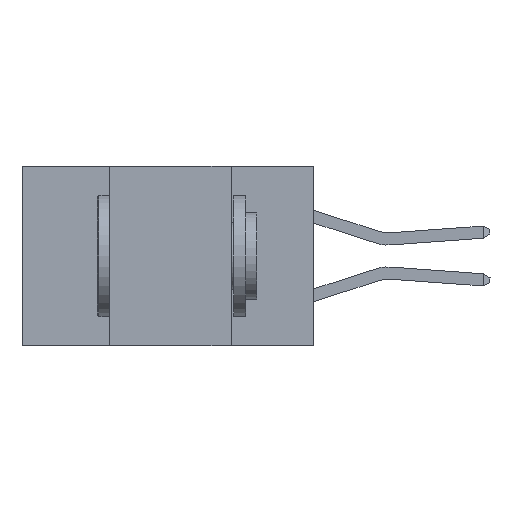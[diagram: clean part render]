
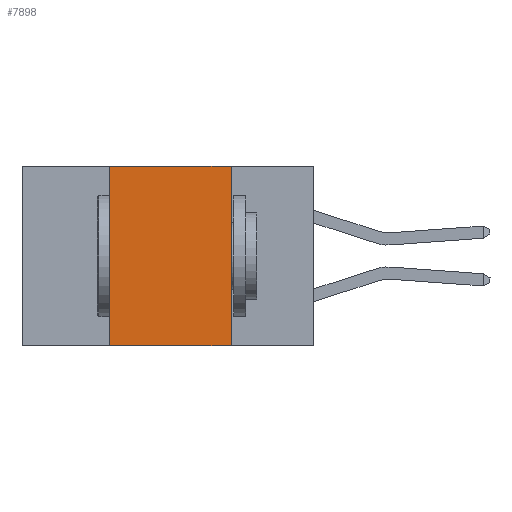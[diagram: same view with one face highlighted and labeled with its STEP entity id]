
A CAD part, left-side view. The second image highlights one B-rep face of the part: STEP entity #7898.
In plain terms, the highlighted planar face has unit normal (-1, 0, 0).
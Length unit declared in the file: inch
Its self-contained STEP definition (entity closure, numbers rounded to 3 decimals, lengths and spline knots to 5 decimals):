
#964 = LINE ( 'NONE', #2860, #10116 ) ;
#1902 = CARTESIAN_POINT ( 'NONE',  ( 0., 0.42, 0. ) ) ;
#2129 = FACE_OUTER_BOUND ( 'NONE', #17991, .T. ) ;
#2860 = CARTESIAN_POINT ( 'NONE',  ( 0., 0.6, 0. ) ) ;
#3140 = DIRECTION ( 'NONE',  ( 0., 0., -1. ) ) ;
#5217 = DIRECTION ( 'NONE',  ( 0., 0., 1. ) ) ;
#5685 = LINE ( 'NONE', #11402, #10799 ) ;
#5753 = PLANE ( 'NONE',  #7178 ) ;
#5949 = EDGE_CURVE ( 'NONE', #14888, #13607, #18451, .T. ) ;
#6198 = LINE ( 'NONE', #11741, #19711 ) ;
#6224 = DIRECTION ( 'NONE',  ( 0., -1., 0. ) ) ;
#6997 = EDGE_CURVE ( 'NONE', #18888, #20080, #6198, .T. ) ;
#7178 = AXIS2_PLACEMENT_3D ( 'NONE', #19248, #7513, #19323 ) ;
#7513 = DIRECTION ( 'NONE',  ( 1., 0., 0. ) ) ;
#7898 = ADVANCED_FACE ( 'NONE', ( #2129 ), #5753, .F. ) ;
#8694 = ORIENTED_EDGE ( 'NONE', *, *, #6997, .F. ) ;
#9022 = CARTESIAN_POINT ( 'NONE',  ( 0., 0.17, 0. ) ) ;
#9496 = VECTOR ( 'NONE', #5217, 39.37008 ) ;
#9633 = EDGE_CURVE ( 'NONE', #13607, #18888, #964, .T. ) ;
#9713 = CARTESIAN_POINT ( 'NONE',  ( 0., 0.42, -0.37 ) ) ;
#10116 = VECTOR ( 'NONE', #19884, 39.37008 ) ;
#10799 = VECTOR ( 'NONE', #6224, 39.37008 ) ;
#10925 = CARTESIAN_POINT ( 'NONE',  ( 0., 0.17, -0.37 ) ) ;
#11402 = CARTESIAN_POINT ( 'NONE',  ( 0., 0.6, -0.37 ) ) ;
#11741 = CARTESIAN_POINT ( 'NONE',  ( 0., 0.17, 0. ) ) ;
#11899 = ORIENTED_EDGE ( 'NONE', *, *, #5949, .F. ) ;
#13607 = VERTEX_POINT ( 'NONE', #1902 ) ;
#14811 = ORIENTED_EDGE ( 'NONE', *, *, #9633, .F. ) ;
#14888 = VERTEX_POINT ( 'NONE', #9713 ) ;
#16888 = ORIENTED_EDGE ( 'NONE', *, *, #20933, .T. ) ;
#17991 = EDGE_LOOP ( 'NONE', ( #8694, #14811, #11899, #16888 ) ) ;
#18451 = LINE ( 'NONE', #18816, #9496 ) ;
#18816 = CARTESIAN_POINT ( 'NONE',  ( 0., 0.42, 0. ) ) ;
#18888 = VERTEX_POINT ( 'NONE', #9022 ) ;
#19248 = CARTESIAN_POINT ( 'NONE',  ( 0., 0.6, 0. ) ) ;
#19323 = DIRECTION ( 'NONE',  ( 0., 0., -1. ) ) ;
#19711 = VECTOR ( 'NONE', #3140, 39.37008 ) ;
#19884 = DIRECTION ( 'NONE',  ( 0., -1., 0. ) ) ;
#20080 = VERTEX_POINT ( 'NONE', #10925 ) ;
#20933 = EDGE_CURVE ( 'NONE', #14888, #20080, #5685, .T. ) ;
